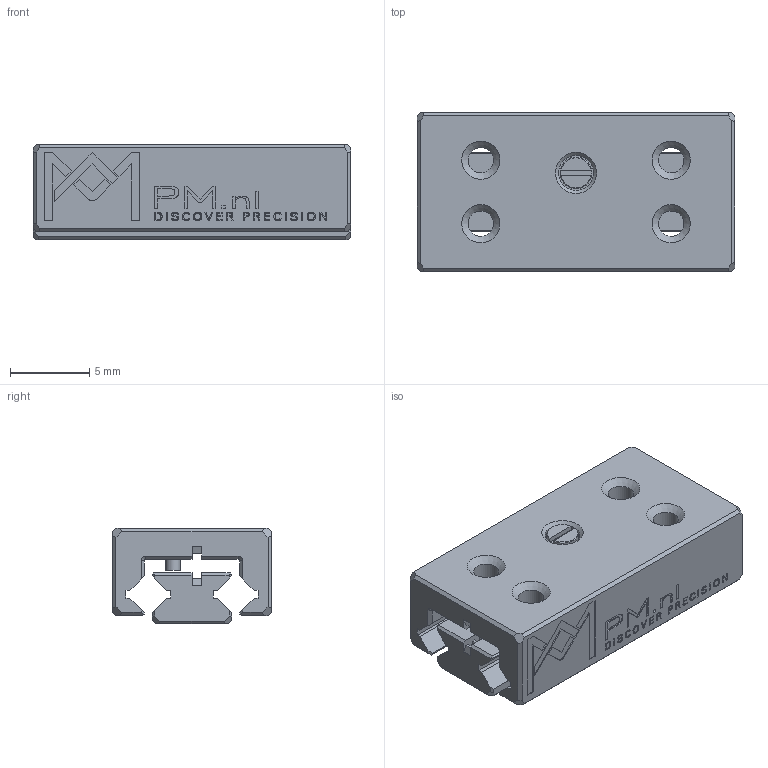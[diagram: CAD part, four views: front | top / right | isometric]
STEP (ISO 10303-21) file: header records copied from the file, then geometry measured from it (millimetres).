
FILE_DESCRIPTION(/* description */ (''),/* implementation_level */ '2;1');
FILE_NAME(/* name */ 'MSR 5-20.stp',/* time_stamp */ '2024-09-27T08:09:24+02:00',/* author */ (''),/* organization */ (''),/* preprocessor_version */ 'ST-DEVELOPER v16.7',/* originating_system */ 'SIEMENS PLM Software NX 12.0',/* authorisation */ '');
FILE_SCHEMA (('AUTOMOTIVE_DESIGN { 1 0 10303 214 3 1 1 1 }'));
Length unit declared in the file: millimetre
Products named in the file (1): 046075_A_15-Slide MSR 5-20 Assy_stp
Bounding box: 20 x 10 x 6 mm (x, y, z)
Volume: 829.2 mm3; surface area: 1390.9 mm2
Topology: 3 solids, 3 shells, 980 faces, 2698 edges, 1792 vertices
Faces by surface type: plane 766, bspline 180, cone 20, cylinder 14
Full cylindrical faces by diameter (mm): 0.9 x1, 1.15 x1, 1.25 x1, 1.6 x7, 2 x1, 2.2 x1
Entity records: 35573 total; most frequent: CARTESIAN_POINT 7945, ORIENTED_EDGE 5334, DIRECTION 3962, EDGE_CURVE 2667, LINE 2234, VECTOR 2234, VERTEX_POINT 1783, EDGE_LOOP 1084
